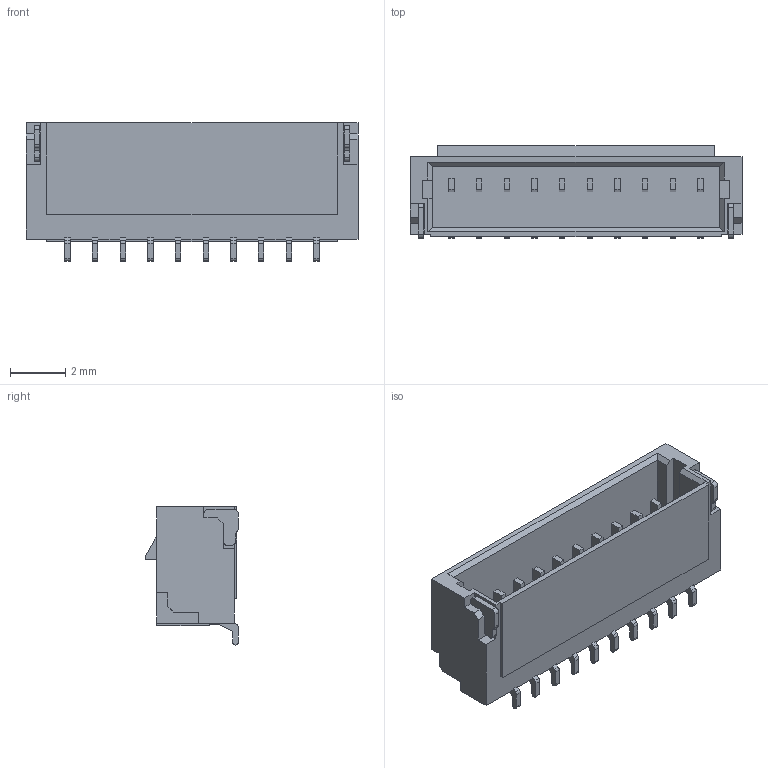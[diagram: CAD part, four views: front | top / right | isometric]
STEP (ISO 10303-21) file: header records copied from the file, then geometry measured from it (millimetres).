
FILE_DESCRIPTION((''),'2;1');
FILE_NAME('C-1-2367196-0','2020-03-04T08:00:24',('workeradm'),('TE Connectivity Ltd.'),'CREO PARAMETRIC BY PTC INC, 2019292','CREO PARAMETRIC BY PTC INC, 2019292','');
FILE_SCHEMA(('AUTOMOTIVE_DESIGN { 1 0 10303 214 1 1 1 1 }'));
Length unit declared in the file: millimetre
Products named in the file (1): C-1-2367196-0
Bounding box: 12 x 3.35 x 5 mm (x, y, z)
Volume: 78.9 mm3; surface area: 311.8 mm2
Topology: 1 solids, 1 shells, 278 faces, 788 edges, 524 vertices
Faces by surface type: plane 216, cylinder 62
Entity records: 9150 total; most frequent: CARTESIAN_POINT 1592, ORIENTED_EDGE 1576, DIRECTION 1468, EDGE_CURVE 788, VECTOR 664, LINE 664, VERTEX_POINT 524, AXIS2_PLACEMENT_3D 402
